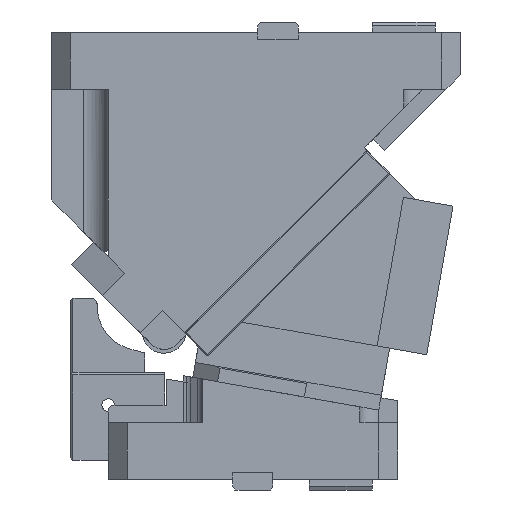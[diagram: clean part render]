
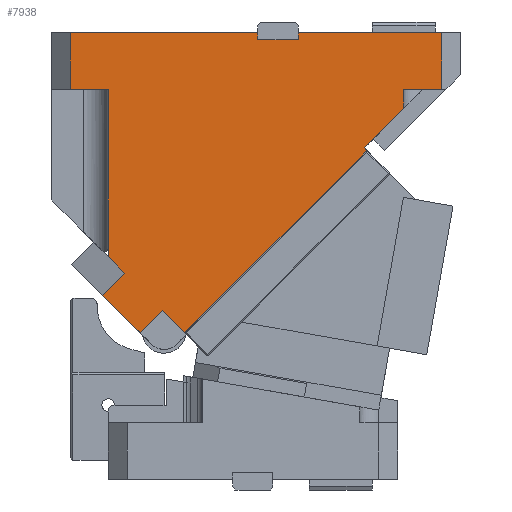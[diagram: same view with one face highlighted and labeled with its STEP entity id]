
A CAD part, front view. The second image highlights one B-rep face of the part: STEP entity #7938.
In plain terms, the highlighted planar face has unit normal (0, -1, 0).
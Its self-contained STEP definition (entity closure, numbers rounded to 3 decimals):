
#6752=CARTESIAN_POINT('Vertex',(-30.,-45.,355.)) ;
#6755=CARTESIAN_POINT('Line Origine',(44.5,-45.,355.)) ;
#6759=CARTESIAN_POINT('Vertex',(119.,-45.,355.)) ;
#6815=CARTESIAN_POINT('Vertex',(151.,-45.,355.)) ;
#6818=CARTESIAN_POINT('Line Origine',(208.,-45.,355.)) ;
#6822=CARTESIAN_POINT('Vertex',(265.,-45.,355.)) ;
#7773=CARTESIAN_POINT('Vertex',(-30.,-45.,310.)) ;
#7776=CARTESIAN_POINT('Line Origine',(-30.,-45.,332.5)) ;
#7788=CARTESIAN_POINT('Axis2P3D Location',(117.5,-45.,235.675)) ;
#7793=CARTESIAN_POINT('Line Origine',(51.833,-45.,125.189)) ;
#7797=CARTESIAN_POINT('Vertex',(60.671,-45.,116.35)) ;
#7799=CARTESIAN_POINT('Vertex',(42.994,-45.,134.027)) ;
#7802=CARTESIAN_POINT('Line Origine',(131.382,-45.,187.061)) ;
#7806=CARTESIAN_POINT('Vertex',(202.093,-45.,257.771)) ;
#7809=CARTESIAN_POINT('Line Origine',(203.861,-45.,259.539)) ;
#7813=CARTESIAN_POINT('Vertex',(205.628,-45.,261.307)) ;
#7816=CARTESIAN_POINT('Line Origine',(204.568,-45.,262.368)) ;
#7820=CARTESIAN_POINT('Vertex',(203.507,-45.,263.428)) ;
#7823=CARTESIAN_POINT('Line Origine',(219.254,-45.,279.175)) ;
#7827=CARTESIAN_POINT('Vertex',(235.,-45.,294.921)) ;
#7830=CARTESIAN_POINT('Line Origine',(235.,-45.,302.461)) ;
#7834=CARTESIAN_POINT('Vertex',(235.,-45.,310.)) ;
#7837=CARTESIAN_POINT('Line Origine',(250.,-45.,310.)) ;
#7841=CARTESIAN_POINT('Vertex',(265.,-45.,310.)) ;
#7844=CARTESIAN_POINT('Line Origine',(265.,-45.,332.5)) ;
#7849=CARTESIAN_POINT('Line Origine',(151.,-45.,352.25)) ;
#7853=CARTESIAN_POINT('Vertex',(151.,-45.,349.5)) ;
#7856=CARTESIAN_POINT('Line Origine',(135.,-45.,349.5)) ;
#7860=CARTESIAN_POINT('Vertex',(119.,-45.,349.5)) ;
#7863=CARTESIAN_POINT('Line Origine',(119.,-45.,352.25)) ;
#7868=CARTESIAN_POINT('Line Origine',(-15.,-45.,310.)) ;
#7872=CARTESIAN_POINT('Vertex',(0.,-45.,310.)) ;
#7875=CARTESIAN_POINT('Line Origine',(0.,-45.,271.228)) ;
#7879=CARTESIAN_POINT('Vertex',(0.,-45.,232.455)) ;
#7882=CARTESIAN_POINT('Line Origine',(0.,-45.,204.738)) ;
#7886=CARTESIAN_POINT('Vertex',(0.,-45.,177.021)) ;
#7889=CARTESIAN_POINT('Line Origine',(6.626,-45.,170.396)) ;
#7893=CARTESIAN_POINT('Vertex',(13.251,-45.,163.77)) ;
#7896=CARTESIAN_POINT('Line Origine',(4.413,-45.,154.932)) ;
#7900=CARTESIAN_POINT('Vertex',(-4.425,-45.,146.094)) ;
#7903=CARTESIAN_POINT('Line Origine',(10.446,-45.,131.222)) ;
#7907=CARTESIAN_POINT('Vertex',(25.318,-45.,116.351)) ;
#7910=CARTESIAN_POINT('Line Origine',(34.156,-45.,125.189)) ;
#6756=DIRECTION('Vector Direction',(-1.,0.,0.)) ;
#6819=DIRECTION('Vector Direction',(-1.,0.,0.)) ;
#7777=DIRECTION('Vector Direction',(0.,0.,-1.)) ;
#7789=DIRECTION('Axis2P3D Direction',(0.,1.,0.)) ;
#7790=DIRECTION('Axis2P3D XDirection',(-1.,0.,0.)) ;
#7794=DIRECTION('Vector Direction',(-0.707,0.,0.707)) ;
#7803=DIRECTION('Vector Direction',(0.707,0.,0.707)) ;
#7810=DIRECTION('Vector Direction',(0.707,0.,0.707)) ;
#7817=DIRECTION('Vector Direction',(-0.707,0.,0.707)) ;
#7824=DIRECTION('Vector Direction',(0.707,0.,0.707)) ;
#7831=DIRECTION('Vector Direction',(0.,0.,1.)) ;
#7838=DIRECTION('Vector Direction',(1.,0.,0.)) ;
#7845=DIRECTION('Vector Direction',(0.,0.,1.)) ;
#7850=DIRECTION('Vector Direction',(0.,0.,-1.)) ;
#7857=DIRECTION('Vector Direction',(1.,0.,0.)) ;
#7864=DIRECTION('Vector Direction',(0.,0.,1.)) ;
#7869=DIRECTION('Vector Direction',(1.,0.,0.)) ;
#7876=DIRECTION('Vector Direction',(0.,0.,1.)) ;
#7883=DIRECTION('Vector Direction',(0.,0.,-1.)) ;
#7890=DIRECTION('Vector Direction',(-0.707,0.,0.707)) ;
#7897=DIRECTION('Vector Direction',(-0.707,0.,-0.707)) ;
#7904=DIRECTION('Vector Direction',(-0.707,0.,0.707)) ;
#7911=DIRECTION('Vector Direction',(-0.707,0.,-0.707)) ;
#7791=AXIS2_PLACEMENT_3D('Plane Axis2P3D',#7788,#7789,#7790) ;
#7916=ORIENTED_EDGE('',*,*,#7801,.F.) ;
#7917=ORIENTED_EDGE('',*,*,#7808,.T.) ;
#7918=ORIENTED_EDGE('',*,*,#7815,.T.) ;
#7919=ORIENTED_EDGE('',*,*,#7822,.T.) ;
#7920=ORIENTED_EDGE('',*,*,#7829,.T.) ;
#7921=ORIENTED_EDGE('',*,*,#7836,.T.) ;
#7922=ORIENTED_EDGE('',*,*,#7843,.T.) ;
#7923=ORIENTED_EDGE('',*,*,#7848,.T.) ;
#7924=ORIENTED_EDGE('',*,*,#6824,.T.) ;
#7925=ORIENTED_EDGE('',*,*,#7855,.T.) ;
#7926=ORIENTED_EDGE('',*,*,#7862,.F.) ;
#7927=ORIENTED_EDGE('',*,*,#7867,.T.) ;
#7928=ORIENTED_EDGE('',*,*,#6761,.T.) ;
#7929=ORIENTED_EDGE('',*,*,#7780,.T.) ;
#7930=ORIENTED_EDGE('',*,*,#7874,.F.) ;
#7931=ORIENTED_EDGE('',*,*,#7881,.F.) ;
#7932=ORIENTED_EDGE('',*,*,#7888,.T.) ;
#7933=ORIENTED_EDGE('',*,*,#7895,.F.) ;
#7934=ORIENTED_EDGE('',*,*,#7902,.T.) ;
#7935=ORIENTED_EDGE('',*,*,#7909,.F.) ;
#7936=ORIENTED_EDGE('',*,*,#7914,.F.) ;
#6757=VECTOR('Line Direction',#6756,1.) ;
#6820=VECTOR('Line Direction',#6819,1.) ;
#7778=VECTOR('Line Direction',#7777,1.) ;
#7795=VECTOR('Line Direction',#7794,1.) ;
#7804=VECTOR('Line Direction',#7803,1.) ;
#7811=VECTOR('Line Direction',#7810,1.) ;
#7818=VECTOR('Line Direction',#7817,1.) ;
#7825=VECTOR('Line Direction',#7824,1.) ;
#7832=VECTOR('Line Direction',#7831,1.) ;
#7839=VECTOR('Line Direction',#7838,1.) ;
#7846=VECTOR('Line Direction',#7845,1.) ;
#7851=VECTOR('Line Direction',#7850,1.) ;
#7858=VECTOR('Line Direction',#7857,1.) ;
#7865=VECTOR('Line Direction',#7864,1.) ;
#7870=VECTOR('Line Direction',#7869,1.) ;
#7877=VECTOR('Line Direction',#7876,1.) ;
#7884=VECTOR('Line Direction',#7883,1.) ;
#7891=VECTOR('Line Direction',#7890,1.) ;
#7898=VECTOR('Line Direction',#7897,1.) ;
#7905=VECTOR('Line Direction',#7904,1.) ;
#7912=VECTOR('Line Direction',#7911,1.) ;
#7938=ADVANCED_FACE('CAM HOLDER',(#7937),#7792,.F.) ;
#6761=EDGE_CURVE('',#6760,#6753,#6758,.T.) ;
#6824=EDGE_CURVE('',#6823,#6816,#6821,.T.) ;
#7780=EDGE_CURVE('',#6753,#7774,#7779,.T.) ;
#7801=EDGE_CURVE('',#7798,#7800,#7796,.T.) ;
#7808=EDGE_CURVE('',#7798,#7807,#7805,.T.) ;
#7815=EDGE_CURVE('',#7807,#7814,#7812,.T.) ;
#7822=EDGE_CURVE('',#7814,#7821,#7819,.T.) ;
#7829=EDGE_CURVE('',#7821,#7828,#7826,.T.) ;
#7836=EDGE_CURVE('',#7828,#7835,#7833,.T.) ;
#7843=EDGE_CURVE('',#7835,#7842,#7840,.T.) ;
#7848=EDGE_CURVE('',#7842,#6823,#7847,.T.) ;
#7855=EDGE_CURVE('',#6816,#7854,#7852,.T.) ;
#7862=EDGE_CURVE('',#7861,#7854,#7859,.T.) ;
#7867=EDGE_CURVE('',#7861,#6760,#7866,.T.) ;
#7874=EDGE_CURVE('',#7873,#7774,#7871,.F.) ;
#7881=EDGE_CURVE('',#7880,#7873,#7878,.T.) ;
#7888=EDGE_CURVE('',#7880,#7887,#7885,.T.) ;
#7895=EDGE_CURVE('',#7894,#7887,#7892,.T.) ;
#7902=EDGE_CURVE('',#7894,#7901,#7899,.T.) ;
#7909=EDGE_CURVE('',#7908,#7901,#7906,.T.) ;
#7914=EDGE_CURVE('',#7800,#7908,#7913,.T.) ;
#7915=EDGE_LOOP('',(#7916,#7917,#7918,#7919,#7920,#7921,#7922,#7923,#7924,#7925,#7926,#7927,#7928,#7929,#7930,#7931,#7932,#7933,#7934,#7935,#7936)) ;
#7937=FACE_OUTER_BOUND('',#7915,.T.) ;
#6758=LINE('Line',#6755,#6757) ;
#6821=LINE('Line',#6818,#6820) ;
#7779=LINE('Line',#7776,#7778) ;
#7796=LINE('Line',#7793,#7795) ;
#7805=LINE('Line',#7802,#7804) ;
#7812=LINE('Line',#7809,#7811) ;
#7819=LINE('Line',#7816,#7818) ;
#7826=LINE('Line',#7823,#7825) ;
#7833=LINE('Line',#7830,#7832) ;
#7840=LINE('Line',#7837,#7839) ;
#7847=LINE('Line',#7844,#7846) ;
#7852=LINE('Line',#7849,#7851) ;
#7859=LINE('Line',#7856,#7858) ;
#7866=LINE('Line',#7863,#7865) ;
#7871=LINE('Line',#7868,#7870) ;
#7878=LINE('Line',#7875,#7877) ;
#7885=LINE('Line',#7882,#7884) ;
#7892=LINE('Line',#7889,#7891) ;
#7899=LINE('Line',#7896,#7898) ;
#7906=LINE('Line',#7903,#7905) ;
#7913=LINE('Line',#7910,#7912) ;
#7792=PLANE('Plane',#7791) ;
#6753=VERTEX_POINT('',#6752) ;
#6760=VERTEX_POINT('',#6759) ;
#6816=VERTEX_POINT('',#6815) ;
#6823=VERTEX_POINT('',#6822) ;
#7774=VERTEX_POINT('',#7773) ;
#7798=VERTEX_POINT('',#7797) ;
#7800=VERTEX_POINT('',#7799) ;
#7807=VERTEX_POINT('',#7806) ;
#7814=VERTEX_POINT('',#7813) ;
#7821=VERTEX_POINT('',#7820) ;
#7828=VERTEX_POINT('',#7827) ;
#7835=VERTEX_POINT('',#7834) ;
#7842=VERTEX_POINT('',#7841) ;
#7854=VERTEX_POINT('',#7853) ;
#7861=VERTEX_POINT('',#7860) ;
#7873=VERTEX_POINT('',#7872) ;
#7880=VERTEX_POINT('',#7879) ;
#7887=VERTEX_POINT('',#7886) ;
#7894=VERTEX_POINT('',#7893) ;
#7901=VERTEX_POINT('',#7900) ;
#7908=VERTEX_POINT('',#7907) ;
